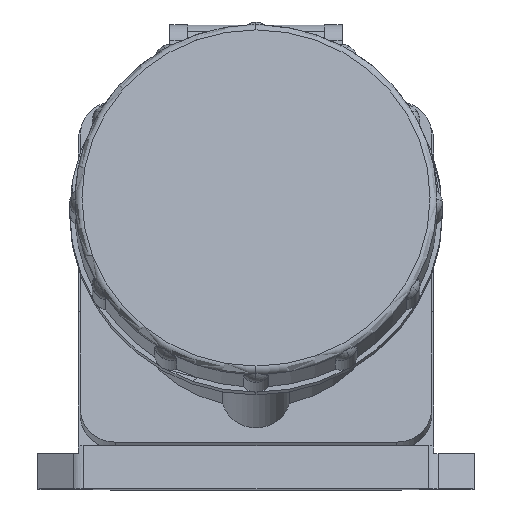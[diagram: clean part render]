
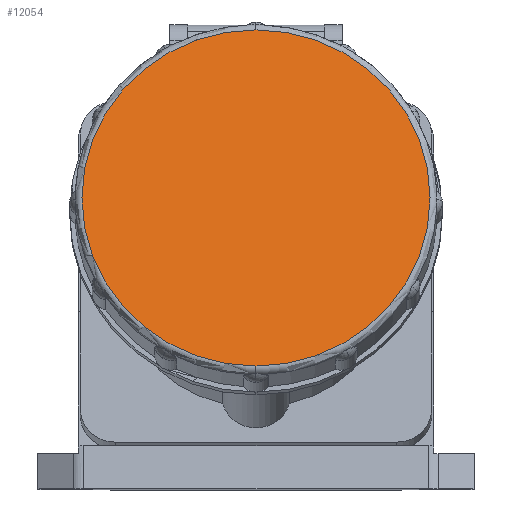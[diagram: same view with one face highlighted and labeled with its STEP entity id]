
A CAD part, top view. The second image highlights one B-rep face of the part: STEP entity #12054.
In plain terms, the highlighted planar face has unit normal (0, 0.259, 0.966).
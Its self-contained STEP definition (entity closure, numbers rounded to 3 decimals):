
#323 = FACE_OUTER_BOUND ( 'NONE', #30625, .T. ) ;
#489 = DIRECTION ( 'NONE',  ( 0., -0.966, 0.259 ) ) ;
#1219 = CARTESIAN_POINT ( 'NONE',  ( 0., 34.776, 76.092 ) ) ;
#2913 = CARTESIAN_POINT ( 'NONE',  ( 0., 130.402, 50.469 ) ) ;
#5973 = DIRECTION ( 'NONE',  ( 0., 0.259, 0.966 ) ) ;
#7860 = VERTEX_POINT ( 'NONE', #1219 ) ;
#9188 = CARTESIAN_POINT ( 'NONE',  ( 0., 82.589, 63.281 ) ) ;
#11326 = CIRCLE ( 'NONE', #12370, 49.5 ) ;
#12054 = ADVANCED_FACE ( 'NONE', ( #323 ), #14932, .T. ) ;
#12370 = AXIS2_PLACEMENT_3D ( 'NONE', #35309, #17866, #489 ) ;
#14932 = PLANE ( 'NONE',  #32751 ) ;
#15007 = ORIENTED_EDGE ( 'NONE', *, *, #19502, .T. ) ;
#15067 = DIRECTION ( 'NONE',  ( 0., 0.259, 0.966 ) ) ;
#16086 = ORIENTED_EDGE ( 'NONE', *, *, #21732, .T. ) ;
#17861 = AXIS2_PLACEMENT_3D ( 'NONE', #23376, #5973, #26288 ) ;
#17866 = DIRECTION ( 'NONE',  ( 0., 0.259, 0.966 ) ) ;
#19502 = EDGE_CURVE ( 'NONE', #7860, #23562, #31084, .T. ) ;
#21732 = EDGE_CURVE ( 'NONE', #23562, #7860, #11326, .T. ) ;
#23376 = CARTESIAN_POINT ( 'NONE',  ( 0., 82.589, 63.281 ) ) ;
#23562 = VERTEX_POINT ( 'NONE', #2913 ) ;
#26288 = DIRECTION ( 'NONE',  ( 0., -0.966, 0.259 ) ) ;
#30625 = EDGE_LOOP ( 'NONE', ( #15007, #16086 ) ) ;
#31084 = CIRCLE ( 'NONE', #17861, 49.5 ) ;
#32751 = AXIS2_PLACEMENT_3D ( 'NONE', #9188, #15067, #35449 ) ;
#35309 = CARTESIAN_POINT ( 'NONE',  ( 0., 82.589, 63.281 ) ) ;
#35449 = DIRECTION ( 'NONE',  ( 0., -0.966, 0.259 ) ) ;
